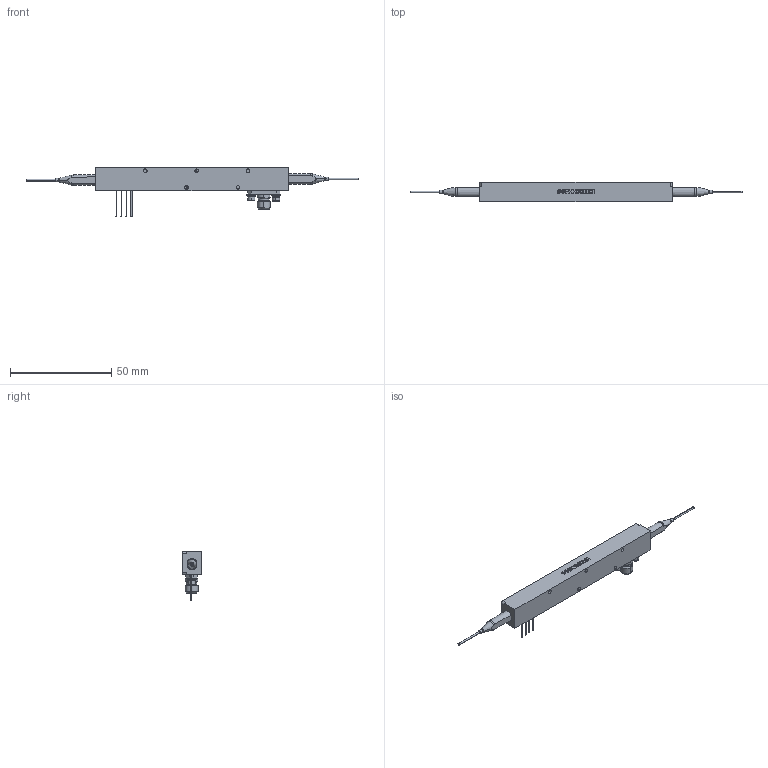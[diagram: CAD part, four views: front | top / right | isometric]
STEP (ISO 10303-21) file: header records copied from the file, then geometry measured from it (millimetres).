
FILE_DESCRIPTION (( 'STEP AP203' ), '1' );
FILE_NAME ('LNA6213 POPULATED-E0W.STEP', '2021-04-05T14:16:15', ( '' ), ( '' ), 'SwSTEP 2.0', 'SolidWorks 2018', '' );
FILE_SCHEMA (( 'CONFIG_CONTROL_DESIGN' ));
Length unit declared in the file: inch
Products named in the file (1): LNA6213 POPULATED-E0W
Bounding box: 164 x 9.62 x 24.1 mm (x, y, z)
Surface area: 5824.2 mm2 (no closed solid volume)
Topology: 0 solids, 58 shells, 415 faces, 2271 edges, 1891 vertices
Faces by surface type: plane 242, cylinder 64, bspline 59, cone 36, torus 14
Entity records: 31428 total; most frequent: CARTESIAN_POINT 15543, ORIENTED_EDGE 2955, DIRECTION 2533, EDGE_CURVE 2271, VERTEX_POINT 1891, LINE 1347, VECTOR 1347, B_SPLINE_CURVE_WITH_KNOTS 682
